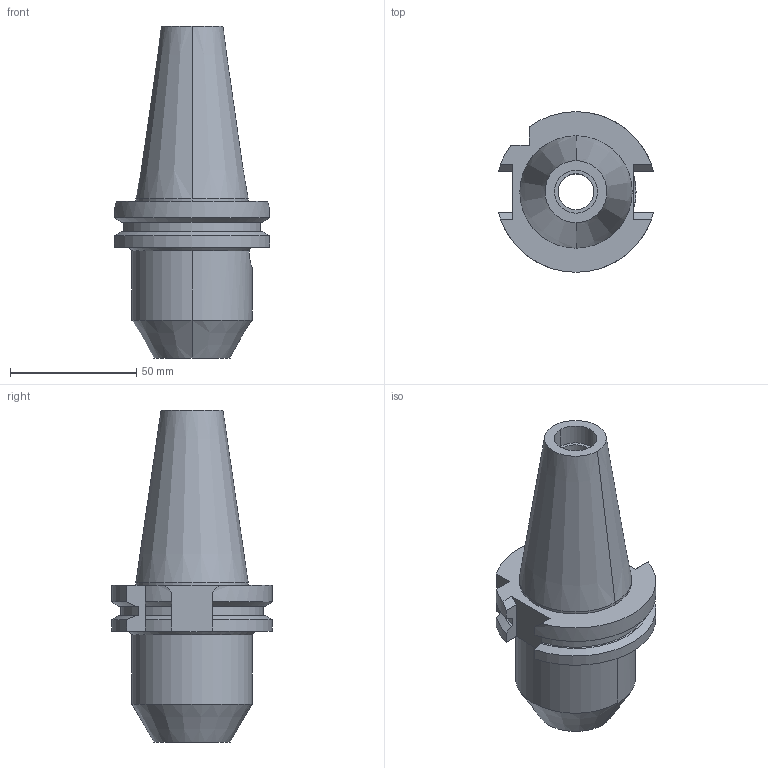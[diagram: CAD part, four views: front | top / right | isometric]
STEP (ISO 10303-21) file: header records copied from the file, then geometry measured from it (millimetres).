
FILE_DESCRIPTION((''),'2;1');
FILE_NAME('BDV40-ISL16-63','2024-04-30T',('ykawabe'),(''),'CREO PARAMETRIC BY PTC INC, 2016380','CREO PARAMETRIC BY PTC INC, 2016380','');
FILE_SCHEMA(('AUTOMOTIVE_DESIGN { 1 0 10303 214 1 1 1 1 }'));
Length unit declared in the file: millimetre
Products named in the file (1): BDV40-ISL16-63
Bounding box: 61.48 x 63.55 x 131.4 mm (x, y, z)
Volume: 162502.9 mm3; surface area: 28184 mm2
Topology: 1 solids, 1 shells, 60 faces, 178 edges, 123 vertices
Faces by surface type: plane 25, cylinder 24, cone 11
Entity records: 2865 total; most frequent: CARTESIAN_POINT 465, DIRECTION 359, ORIENTED_EDGE 356, PRESENTATION_STYLE_ASSIGNMENT 183, STYLED_ITEM 183, CURVE_STYLE 182, EDGE_CURVE 178, AXIS2_PLACEMENT_3D 140
